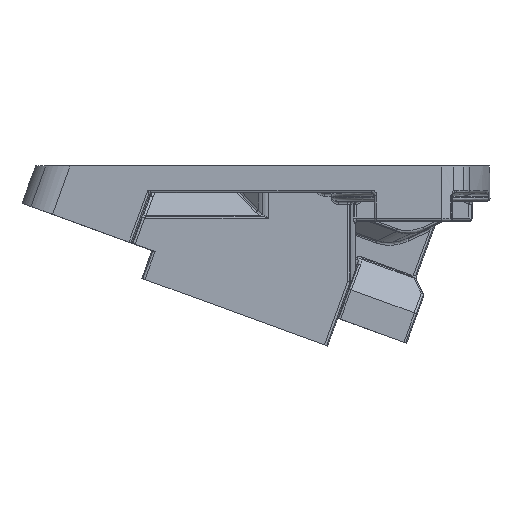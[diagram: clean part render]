
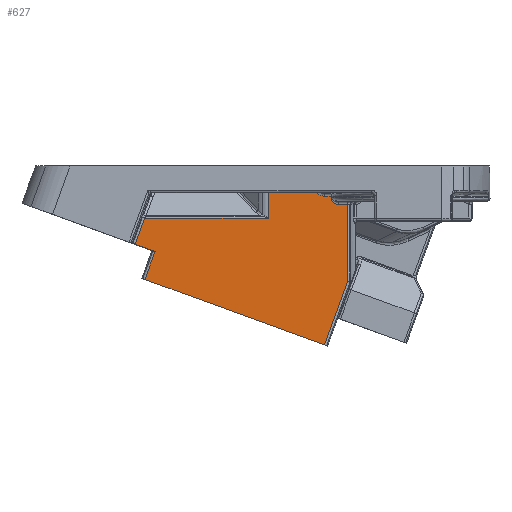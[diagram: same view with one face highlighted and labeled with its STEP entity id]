
A CAD part, left-side view. The second image highlights one B-rep face of the part: STEP entity #627.
In plain terms, the highlighted planar face has unit normal (-1, 0, 0).
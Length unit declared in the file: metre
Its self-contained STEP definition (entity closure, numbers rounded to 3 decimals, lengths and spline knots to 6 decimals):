
#627=ADVANCED_FACE('0:1187',(#1810),#1811,.T.);
#1810=FACE_OUTER_BOUND('',#28880,.T.);
#1811=PLANE('',#28881);
#28880=EDGE_LOOP('',(#33362,#33363,#33364,#33365,#33366,#33367,#33368,#33369,#33370,#33371,#33372,#33373,#33374,#33375,#33376));
#28881=AXIS2_PLACEMENT_3D('',#33377,#33378,#33379);
#33362=ORIENTED_EDGE('',*,*,#33488,.F.);
#33363=ORIENTED_EDGE('',*,*,#34222,.F.);
#33364=ORIENTED_EDGE('',*,*,#33484,.F.);
#33365=ORIENTED_EDGE('',*,*,#34886,.F.);
#33366=ORIENTED_EDGE('',*,*,#33412,.F.);
#33367=ORIENTED_EDGE('',*,*,#34327,.F.);
#33368=ORIENTED_EDGE('',*,*,#34914,.F.);
#33369=ORIENTED_EDGE('',*,*,#34890,.T.);
#33370=ORIENTED_EDGE('',*,*,#34884,.F.);
#33371=ORIENTED_EDGE('',*,*,#34882,.F.);
#33372=ORIENTED_EDGE('',*,*,#34881,.F.);
#33373=ORIENTED_EDGE('',*,*,#34879,.F.);
#33374=ORIENTED_EDGE('',*,*,#34877,.F.);
#33375=ORIENTED_EDGE('',*,*,#33566,.F.);
#33376=ORIENTED_EDGE('',*,*,#34875,.F.);
#33377=CARTESIAN_POINT('',(-0.026872,-0.040314,0.007999));
#33378=DIRECTION('',(-1.0,0.,0.0));
#33379=DIRECTION('',(0.,1.0,0.0));
#33412=EDGE_CURVE('0:4070',#34935,#34937,#34938,.T.);
#33484=EDGE_CURVE('0:3986',#35079,#35081,#35082,.T.);
#33488=EDGE_CURVE('0:3983',#35087,#35089,#35090,.T.);
#33566=EDGE_CURVE('0:3896',#35238,#35240,#35241,.T.);
#34222=EDGE_CURVE('0:1334',#35081,#35087,#36438,.F.);
#34327=EDGE_CURVE('0:1715',#36592,#34935,#36594,.T.);
#34875=EDGE_CURVE('0:3893',#35089,#35238,#37319,.T.);
#34877=EDGE_CURVE('0:3902',#35240,#37321,#37322,.T.);
#34879=EDGE_CURVE('0:3908',#37321,#37324,#37325,.T.);
#34881=EDGE_CURVE('0:3914',#37324,#37116,#37327,.T.);
#34882=EDGE_CURVE('0:3917',#37116,#37328,#37329,.T.);
#34884=EDGE_CURVE('0:3923',#37328,#37331,#37332,.T.);
#34886=EDGE_CURVE('0:3929',#34937,#35079,#37334,.T.);
#34890=EDGE_CURVE('0:3944',#37339,#37331,#37340,.F.);
#34914=EDGE_CURVE('0:4073',#37339,#36592,#37365,.T.);
#34935=VERTEX_POINT('',#37391);
#34937=VERTEX_POINT('',#37393);
#34938=LINE('',#37394,#37395);
#35079=VERTEX_POINT('',#37724);
#35081=VERTEX_POINT('',#37737);
#35082=LINE('',#37738,#37739);
#35087=VERTEX_POINT('',#37745);
#35089=VERTEX_POINT('',#37747);
#35090=LINE('',#37748,#37749);
#35238=VERTEX_POINT('',#38067);
#35240=VERTEX_POINT('',#38069);
#35241=LINE('',#38070,#38071);
#36438=LINE('',#40314,#40315);
#36592=VERTEX_POINT('',#40637);
#36594=LINE('',#40639,#40640);
#37116=VERTEX_POINT('',#42535);
#37319=B_SPLINE_CURVE_WITH_KNOTS('',3,(#43469,#43470,#43471,#43472,#43473,#43474,#43475,#43476,#43477,#43478,#43479,#43480,#43481,#43482,#43483,#43484,#43485,#43486,#43487,#43488),.UNSPECIFIED.,.F.,.F.,(4,2,2,2,2,2,2,2,2,4),(-0.002609,-0.002605,-0.002168,-0.00174,-0.001472,-0.001305,-0.001137,-0.00087,-0.000442,-0.0),.UNSPECIFIED.);
#37321=VERTEX_POINT('',#43490);
#37322=LINE('',#43491,#43492);
#37324=VERTEX_POINT('',#43494);
#37325=B_SPLINE_CURVE_WITH_KNOTS('',3,(#43495,#43496,#43497,#43498,#43499,#43500,#43501,#43502,#43503,#43504,#43505,#43506,#43507,#43508,#43509,#43510,#43511,#43512),.UNSPECIFIED.,.F.,.F.,(4,2,2,2,2,2,2,2,4),(-0.001905,-0.001583,-0.00127,-0.001075,-0.000953,-0.000831,-0.000635,-0.000322,-0.0),.UNSPECIFIED.);
#37327=B_SPLINE_CURVE_WITH_KNOTS('',3,(#43514,#43515,#43516,#43517),.UNSPECIFIED.,.F.,.F.,(4,4),(-0.001767,-0.0),.UNSPECIFIED.);
#37328=VERTEX_POINT('',#43518);
#37329=LINE('',#43519,#43520);
#37331=VERTEX_POINT('',#43522);
#37332=LINE('',#43523,#43524);
#37334=LINE('',#43526,#43527);
#37339=VERTEX_POINT('',#43533);
#37340=LINE('',#43534,#43535);
#37365=LINE('',#43627,#43628);
#37391=CARTESIAN_POINT('',(-0.026872,-0.012602,-0.002502));
#37393=CARTESIAN_POINT('',(-0.026872,-0.014362,0.002335));
#37394=CARTESIAN_POINT('',(-0.026872,-0.015682,0.005962));
#37395=VECTOR('',#43651,1.0);
#37724=CARTESIAN_POINT('',(-0.026872,-0.037298,0.002335));
#37737=CARTESIAN_POINT('',(-0.026872,-0.037298,0.012));
#37738=CARTESIAN_POINT('',(-0.026872,-0.037298,0.0115));
#37739=VECTOR('',#43762,1.0);
#37745=CARTESIAN_POINT('',(-0.026872,-0.048007,0.012));
#37747=CARTESIAN_POINT('',(-0.026872,-0.045466,0.007599));
#37748=CARTESIAN_POINT('',(-0.026872,-0.046223,0.008911));
#37749=VECTOR('',#43770,1.0);
#38067=CARTESIAN_POINT('',(-0.026872,-0.047729,0.006399));
#38069=CARTESIAN_POINT('',(-0.026872,-0.048975,0.006399));
#38070=CARTESIAN_POINT('',(-0.026872,-0.046168,0.006399));
#38071=VECTOR('',#43899,1.0);
#40314=CARTESIAN_POINT('',(-0.026872,-0.023175,0.012));
#40315=VECTOR('',#45063,1.0);
#40637=CARTESIAN_POINT('',(-0.026872,-0.016319,-0.003855));
#40639=CARTESIAN_POINT('',(-0.026872,-0.0331,-0.009962));
#40640=VECTOR('',#45248,1.0);
#42535=CARTESIAN_POINT('',(-0.026872,-0.051982,0.004905));
#43469=CARTESIAN_POINT('',(-0.026872,-0.045466,0.007599));
#43470=CARTESIAN_POINT('',(-0.026872,-0.045467,0.007599));
#43471=CARTESIAN_POINT('',(-0.026872,-0.045468,0.007598));
#43472=CARTESIAN_POINT('',(-0.026872,-0.045581,0.007503));
#43473=CARTESIAN_POINT('',(-0.026872,-0.045694,0.00741));
#43474=CARTESIAN_POINT('',(-0.026872,-0.045918,0.007229));
#43475=CARTESIAN_POINT('',(-0.026872,-0.04603,0.00714));
#43476=CARTESIAN_POINT('',(-0.026872,-0.046216,0.007002));
#43477=CARTESIAN_POINT('',(-0.026872,-0.046289,0.00695));
#43478=CARTESIAN_POINT('',(-0.026872,-0.046409,0.006869));
#43479=CARTESIAN_POINT('',(-0.026872,-0.046456,0.006839));
#43480=CARTESIAN_POINT('',(-0.026872,-0.046551,0.006779));
#43481=CARTESIAN_POINT('',(-0.026872,-0.046599,0.00675));
#43482=CARTESIAN_POINT('',(-0.026872,-0.046725,0.006679));
#43483=CARTESIAN_POINT('',(-0.026872,-0.046805,0.006637));
#43484=CARTESIAN_POINT('',(-0.026872,-0.047016,0.006541));
#43485=CARTESIAN_POINT('',(-0.026872,-0.047151,0.006491));
#43486=CARTESIAN_POINT('',(-0.026872,-0.047434,0.00642));
#43487=CARTESIAN_POINT('',(-0.026872,-0.047582,0.006399));
#43488=CARTESIAN_POINT('',(-0.026872,-0.047729,0.006399));
#43490=CARTESIAN_POINT('',(-0.026872,-0.048975,0.006102));
#43491=CARTESIAN_POINT('',(-0.026872,-0.048975,0.006249));
#43492=VECTOR('',#46191,1.0);
#43494=CARTESIAN_POINT('',(-0.026872,-0.050216,0.004902));
#43495=CARTESIAN_POINT('',(-0.026872,-0.048975,0.006102));
#43496=CARTESIAN_POINT('',(-0.026872,-0.048975,0.005995));
#43497=CARTESIAN_POINT('',(-0.026872,-0.04899,0.005886));
#43498=CARTESIAN_POINT('',(-0.026872,-0.049049,0.005681));
#43499=CARTESIAN_POINT('',(-0.026872,-0.049091,0.005584));
#43500=CARTESIAN_POINT('',(-0.026872,-0.049179,0.005438));
#43501=CARTESIAN_POINT('',(-0.026872,-0.049218,0.005385));
#43502=CARTESIAN_POINT('',(-0.026872,-0.049288,0.005304));
#43503=CARTESIAN_POINT('',(-0.026872,-0.049316,0.005274));
#43504=CARTESIAN_POINT('',(-0.026872,-0.049375,0.005218));
#43505=CARTESIAN_POINT('',(-0.026872,-0.049406,0.005191));
#43506=CARTESIAN_POINT('',(-0.026872,-0.04949,0.005126));
#43507=CARTESIAN_POINT('',(-0.026872,-0.049545,0.005089));
#43508=CARTESIAN_POINT('',(-0.026872,-0.049695,0.005007));
#43509=CARTESIAN_POINT('',(-0.026872,-0.049792,0.004969));
#43510=CARTESIAN_POINT('',(-0.026872,-0.049999,0.004916));
#43511=CARTESIAN_POINT('',(-0.026872,-0.050108,0.004902));
#43512=CARTESIAN_POINT('',(-0.026872,-0.050216,0.004902));
#43514=CARTESIAN_POINT('',(-0.026872,-0.050216,0.004902));
#43515=CARTESIAN_POINT('',(-0.026872,-0.050804,0.004903));
#43516=CARTESIAN_POINT('',(-0.026872,-0.051393,0.004904));
#43517=CARTESIAN_POINT('',(-0.026872,-0.051982,0.004905));
#43518=CARTESIAN_POINT('',(-0.026872,-0.051982,-0.009448));
#43519=CARTESIAN_POINT('',(-0.026872,-0.051982,0.015));
#43520=VECTOR('',#46198,1.0);
#43522=CARTESIAN_POINT('',(-0.026872,-0.047727,-0.021139));
#43523=CARTESIAN_POINT('',(-0.026872,-0.053379,-0.005609));
#43524=VECTOR('',#46202,1.0);
#43526=CARTESIAN_POINT('',(-0.026872,-0.033405,0.002335));
#43527=VECTOR('',#46206,1.0);
#43533=CARTESIAN_POINT('',(-0.026872,-0.014438,-0.009023));
#43534=CARTESIAN_POINT('',(-0.026872,-0.025194,-0.012938));
#43535=VECTOR('',#46214,1.0);
#43627=CARTESIAN_POINT('',(-0.026872,-0.019627,0.005235));
#43628=VECTOR('',#46245,1.0);
#43651=DIRECTION('',(0.,-0.342,0.94));
#43762=DIRECTION('',(0.0,0.0,1.0));
#43770=DIRECTION('',(0.,0.5,-0.866));
#43899=DIRECTION('',(0.,-1.0,0.0));
#45063=DIRECTION('',(0.,1.0,0.));
#45248=DIRECTION('',(0.,0.94,0.342));
#46191=DIRECTION('',(0.,0.,-1.0));
#46198=DIRECTION('',(0.0,0.0,-1.0));
#46202=DIRECTION('',(0.,0.342,-0.94));
#46206=DIRECTION('',(0.,-1.0,0.));
#46214=DIRECTION('',(0.,0.94,0.342));
#46245=DIRECTION('',(0.,-0.342,0.94));
